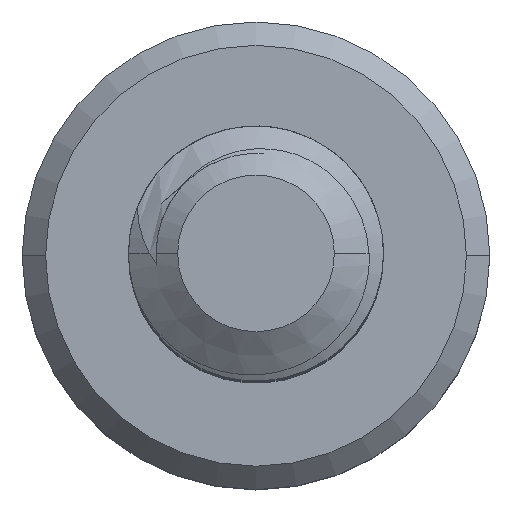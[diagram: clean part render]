
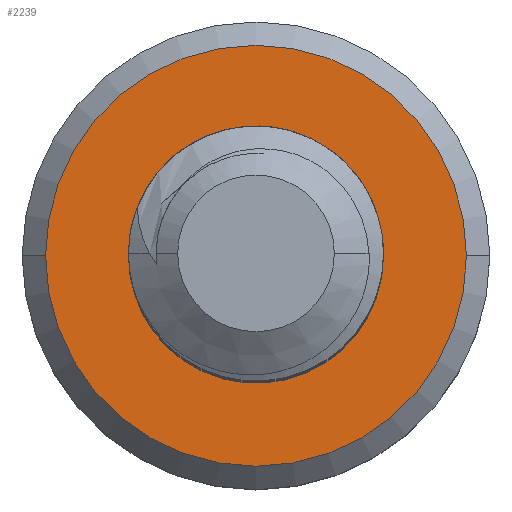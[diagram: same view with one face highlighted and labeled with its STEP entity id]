
A CAD part, top view. The second image highlights one B-rep face of the part: STEP entity #2239.
In plain terms, the highlighted planar face has unit normal (0, 0, 1).
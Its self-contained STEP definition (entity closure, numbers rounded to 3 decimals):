
#14 = AXIS2_PLACEMENT_3D ( 'NONE', #6398, #2537, #7018 ) ;
#70 = AXIS2_PLACEMENT_3D ( 'NONE', #1306, #5789, #1958 ) ;
#202 = CARTESIAN_POINT ( 'NONE',  ( 1.161, -0.435, -16. ) ) ;
#475 = CARTESIAN_POINT ( 'NONE',  ( -0.878, -0.941, -16. ) ) ;
#651 = CIRCLE ( 'NONE', #4427, 2.475 ) ;
#744 = ORIENTED_EDGE ( 'NONE', *, *, #7993, .F. ) ;
#760 = PLANE ( 'NONE',  #5869 ) ;
#824 = CARTESIAN_POINT ( 'NONE',  ( 0., 1.5, -16. ) ) ;
#859 = CARTESIAN_POINT ( 'NONE',  ( 0.93, -0.757, -16. ) ) ;
#915 = ORIENTED_EDGE ( 'NONE', *, *, #3167, .T. ) ;
#1130 = CARTESIAN_POINT ( 'NONE',  ( -1.155, -0.655, -16. ) ) ;
#1305 = EDGE_LOOP ( 'NONE', ( #3429, #915 ) ) ;
#1306 = CARTESIAN_POINT ( 'NONE',  ( 0., 0., -16. ) ) ;
#1369 = VERTEX_POINT ( 'NONE', #2102 ) ;
#1410 = DIRECTION ( 'NONE',  ( 0., 0., -1. ) ) ;
#1579 = DIRECTION ( 'NONE',  ( 0., 0., 1. ) ) ;
#1757 = FACE_OUTER_BOUND ( 'NONE', #1305, .T. ) ;
#1783 = CARTESIAN_POINT ( 'NONE',  ( -1.387, -0.178, -16. ) ) ;
#1958 = DIRECTION ( 'NONE',  ( 1., 0., 0. ) ) ;
#2082 = CARTESIAN_POINT ( 'NONE',  ( 0., 1.5, -16. ) ) ;
#2102 = CARTESIAN_POINT ( 'NONE',  ( 0., -1.175, -16. ) ) ;
#2118 = CARTESIAN_POINT ( 'NONE',  ( 0.84, 1.143, -16. ) ) ;
#2178 = CARTESIAN_POINT ( 'NONE',  ( -1.322, 0.617, -16. ) ) ;
#2239 = ADVANCED_FACE ( 'NONE', ( #1757, #3240 ), #760, .F. ) ;
#2342 = EDGE_LOOP ( 'NONE', ( #744, #5961, #5394, #3557 ) ) ;
#2537 = DIRECTION ( 'NONE',  ( 0., 0., 1. ) ) ;
#2743 = EDGE_CURVE ( 'NONE', #1369, #4035, #3775, .T. ) ;
#2766 = CARTESIAN_POINT ( 'NONE',  ( 1.095, 0.838, -16. ) ) ;
#2820 = CARTESIAN_POINT ( 'NONE',  ( -1.137, 0.968, -16. ) ) ;
#3050 = DIRECTION ( 'NONE',  ( 0., 0., 1. ) ) ;
#3167 = EDGE_CURVE ( 'NONE', #7779, #3480, #651, .T. ) ;
#3240 = FACE_BOUND ( 'NONE', #2342, .T. ) ;
#3304 = CARTESIAN_POINT ( 'NONE',  ( 0., 0., -16. ) ) ;
#3398 = CARTESIAN_POINT ( 'NONE',  ( 1.301, 0.351, -16. ) ) ;
#3429 = ORIENTED_EDGE ( 'NONE', *, *, #4343, .T. ) ;
#3480 = VERTEX_POINT ( 'NONE', #6024 ) ;
#3544 = CARTESIAN_POINT ( 'NONE',  ( 0.823, -0.839, -16. ) ) ;
#3557 = ORIENTED_EDGE ( 'NONE', *, *, #2743, .T. ) ;
#3642 = CARTESIAN_POINT ( 'NONE',  ( 0., -1.175, -16. ) ) ;
#3674 = CARTESIAN_POINT ( 'NONE',  ( -0.265, -1.182, -16. ) ) ;
#3775 = B_SPLINE_CURVE_WITH_KNOTS ( 'NONE', 3,
 ( #3642, #6873, #3674, #8121, #4327, #475, #4977, #1130, #5615, #1783, #6270, #4065, #2178, #6668, #2820, #7287 ),
 .UNSPECIFIED., .F., .F.,
 ( 4, 2, 2, 2, 2, 2, 2, 4 ),
 ( 0., 0., 0.001, 0.001, 0.002, 0.002, 0.003, 0.003 ),
 .UNSPECIFIED. ) ;
#3840 = CARTESIAN_POINT ( 'NONE',  ( 2.475, 0., -16. ) ) ;
#4035 = VERTEX_POINT ( 'NONE', #6970 ) ;
#4065 = CARTESIAN_POINT ( 'NONE',  ( -1.362, 0.488, -16. ) ) ;
#4069 = CARTESIAN_POINT ( 'NONE',  ( 1.215, -0.312, -16. ) ) ;
#4327 = CARTESIAN_POINT ( 'NONE',  ( -0.649, -1.077, -16. ) ) ;
#4343 = EDGE_CURVE ( 'NONE', #3480, #7779, #5472, .T. ) ;
#4427 = AXIS2_PLACEMENT_3D ( 'NONE', #6891, #3050, #7505 ) ;
#4701 = CARTESIAN_POINT ( 'NONE',  ( 1.017, -0.659, -16. ) ) ;
#4704 = VERTEX_POINT ( 'NONE', #3544 ) ;
#4977 = CARTESIAN_POINT ( 'NONE',  ( -0.98, -0.856, -16. ) ) ;
#5151 = CIRCLE ( 'NONE', #70, 1.175 ) ;
#5326 = CARTESIAN_POINT ( 'NONE',  ( 0.266, 1.478, -16. ) ) ;
#5348 = CARTESIAN_POINT ( 'NONE',  ( 0.823, -0.839, -16. ) ) ;
#5394 = ORIENTED_EDGE ( 'NONE', *, *, #5551, .T. ) ;
#5407 = CARTESIAN_POINT ( 'NONE',  ( 0., 0., -16. ) ) ;
#5472 = CIRCLE ( 'NONE', #14, 2.475 ) ;
#5551 = EDGE_CURVE ( 'NONE', #4704, #1369, #5151, .T. ) ;
#5615 = CARTESIAN_POINT ( 'NONE',  ( -1.226, -0.541, -16. ) ) ;
#5702 = EDGE_CURVE ( 'NONE', #6661, #4704, #6699, .T. ) ;
#5789 = DIRECTION ( 'NONE',  ( 0., 0., -1. ) ) ;
#5869 = AXIS2_PLACEMENT_3D ( 'NONE', #3304, #1410, #5895 ) ;
#5895 = DIRECTION ( 'NONE',  ( -1., 0., 0. ) ) ;
#5961 = ORIENTED_EDGE ( 'NONE', *, *, #5702, .T. ) ;
#5965 = CARTESIAN_POINT ( 'NONE',  ( 0.522, 1.38, -16. ) ) ;
#6024 = CARTESIAN_POINT ( 'NONE',  ( -2.475, 0., -16. ) ) ;
#6053 = DIRECTION ( 'NONE',  ( 1., 0., 0. ) ) ;
#6270 = CARTESIAN_POINT ( 'NONE',  ( -1.423, 0.097, -16. ) ) ;
#6398 = CARTESIAN_POINT ( 'NONE',  ( 0., 0., -16. ) ) ;
#6604 = CARTESIAN_POINT ( 'NONE',  ( 0.935, 1.048, -16. ) ) ;
#6661 = VERTEX_POINT ( 'NONE', #2082 ) ;
#6668 = CARTESIAN_POINT ( 'NONE',  ( -1.209, 0.856, -16. ) ) ;
#6699 = B_SPLINE_CURVE_WITH_KNOTS ( 'NONE', 3,
 ( #824, #5326, #5965, #2118, #6604, #2766, #7221, #3398, #7860, #4069, #202, #4701, #859, #5348 ),
 .UNSPECIFIED., .F., .F.,
 ( 4, 2, 2, 2, 2, 2, 4 ),
 ( 0., 0.001, 0.001, 0.002, 0.002, 0.003, 0.003 ),
 .UNSPECIFIED. ) ;
#6738 = CIRCLE ( 'NONE', #7912, 1.5 ) ;
#6873 = CARTESIAN_POINT ( 'NONE',  ( -0.133, -1.189, -16. ) ) ;
#6891 = CARTESIAN_POINT ( 'NONE',  ( 0., 0., -16. ) ) ;
#6970 = CARTESIAN_POINT ( 'NONE',  ( -1.051, 1.07, -16. ) ) ;
#7018 = DIRECTION ( 'NONE',  ( -1., 0., 0. ) ) ;
#7221 = CARTESIAN_POINT ( 'NONE',  ( 1.161, 0.72, -16. ) ) ;
#7287 = CARTESIAN_POINT ( 'NONE',  ( -1.051, 1.07, -16. ) ) ;
#7505 = DIRECTION ( 'NONE',  ( -1., 0., 0. ) ) ;
#7779 = VERTEX_POINT ( 'NONE', #3840 ) ;
#7860 = CARTESIAN_POINT ( 'NONE',  ( 1.317, 0.073, -16. ) ) ;
#7912 = AXIS2_PLACEMENT_3D ( 'NONE', #5407, #1579, #6053 ) ;
#7993 = EDGE_CURVE ( 'NONE', #6661, #4035, #6738, .T. ) ;
#8121 = CARTESIAN_POINT ( 'NONE',  ( -0.526, -1.125, -16. ) ) ;
